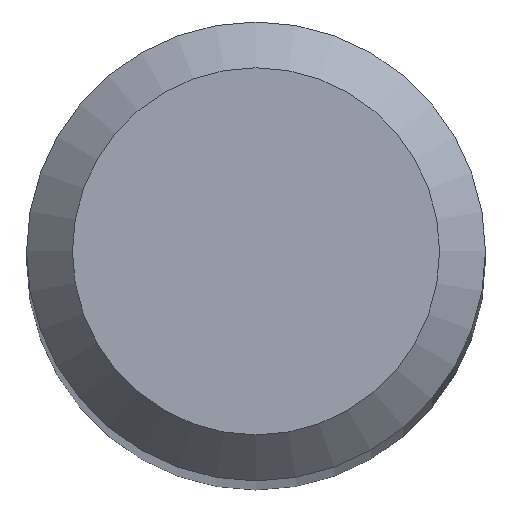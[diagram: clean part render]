
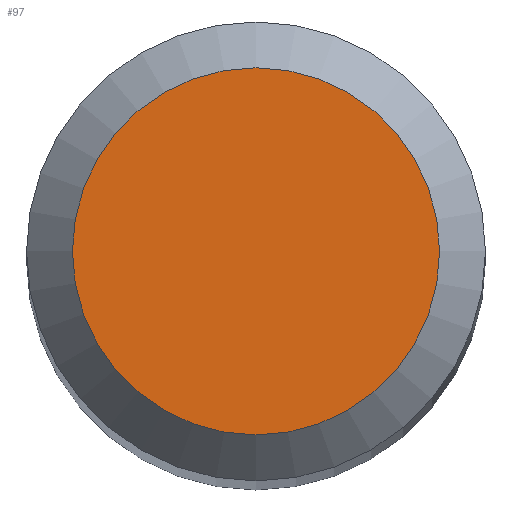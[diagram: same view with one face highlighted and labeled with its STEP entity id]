
A CAD part, top view. The second image highlights one B-rep face of the part: STEP entity #97.
In plain terms, the highlighted planar face has unit normal (0, 0, 1).
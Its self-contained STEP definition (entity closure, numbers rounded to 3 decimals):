
#63 = EDGE_LOOP ( 'NONE', ( #186 ) ) ;
#76 = VERTEX_POINT ( 'NONE', #250 ) ;
#81 = AXIS2_PLACEMENT_3D ( 'NONE', #301, #238, #95 ) ;
#95 = DIRECTION ( 'NONE',  ( 0., 1., 0. ) ) ;
#97 = ADVANCED_FACE ( 'NONE', ( #256 ), #143, .F. ) ;
#102 = DIRECTION ( 'NONE',  ( 0., 0., -1. ) ) ;
#112 = EDGE_CURVE ( 'NONE', #76, #76, #153, .T. ) ;
#143 = PLANE ( 'NONE',  #81 ) ;
#153 = CIRCLE ( 'NONE', #264, 1.2 ) ;
#186 = ORIENTED_EDGE ( 'NONE', *, *, #112, .F. ) ;
#196 = DIRECTION ( 'NONE',  ( 0., 1., 0. ) ) ;
#238 = DIRECTION ( 'NONE',  ( 0., 0., -1. ) ) ;
#241 = CARTESIAN_POINT ( 'NONE',  ( 0., 0., 61. ) ) ;
#250 = CARTESIAN_POINT ( 'NONE',  ( 0., 1.2, 61. ) ) ;
#256 = FACE_OUTER_BOUND ( 'NONE', #63, .T. ) ;
#264 = AXIS2_PLACEMENT_3D ( 'NONE', #241, #102, #196 ) ;
#301 = CARTESIAN_POINT ( 'NONE',  ( 0., 0., 61. ) ) ;
